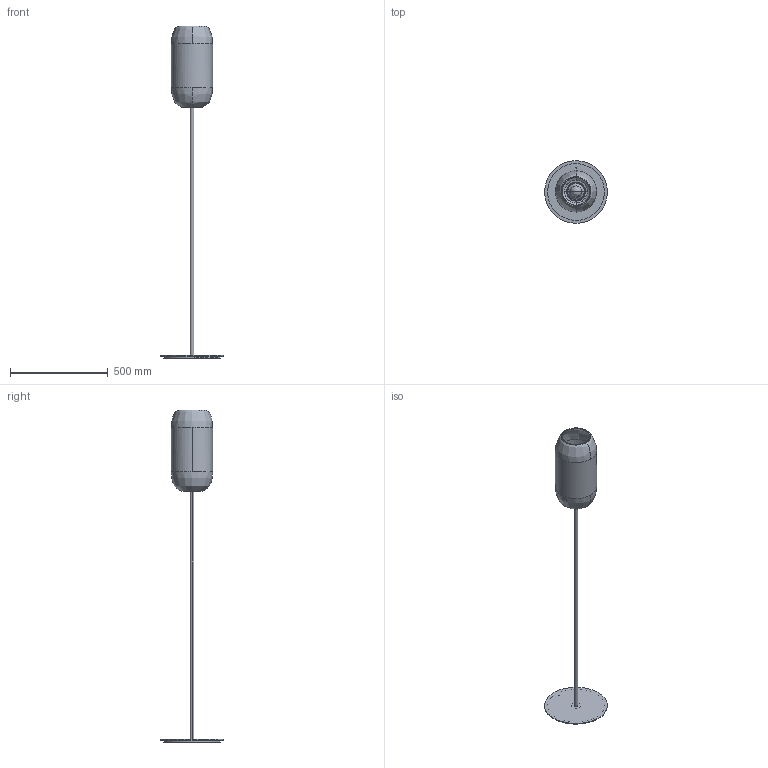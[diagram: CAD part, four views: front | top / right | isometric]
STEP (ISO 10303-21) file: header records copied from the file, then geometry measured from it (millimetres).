
FILE_DESCRIPTION(/* description */ (''),/* implementation_level */ '2;1');
FILE_NAME(/* name */ '141000~1',/* time_stamp */ '2019-07-17T09:42:48+02:00',/* author */ (''),/* organization */ (''),/* preprocessor_version */ 'ST-DEVELOPER v15',/* originating_system */ '',/* authorisation */ '');
FILE_SCHEMA (('AUTOMOTIVE_DESIGN'));
Length unit declared in the file: millimetre
Products named in the file (1): Document
Bounding box: 320.01 x 319.39 x 1696.36 mm (x, y, z)
Volume: 2681298.2 mm3; surface area: 840050.8 mm2
Topology: 2 solids, 13 shells, 63 faces, 163 edges, 107 vertices
Faces by surface type: bspline 54, plane 9
Entity records: 3041 total; most frequent: CARTESIAN_POINT 2158, ORIENTED_EDGE 276, EDGE_CURVE 158, VERTEX_POINT 106, EDGE_LOOP 70, ADVANCED_FACE 63, FACE_OUTER_BOUND 63, B_SPLINE_CURVE_WITH_KNOTS 31
